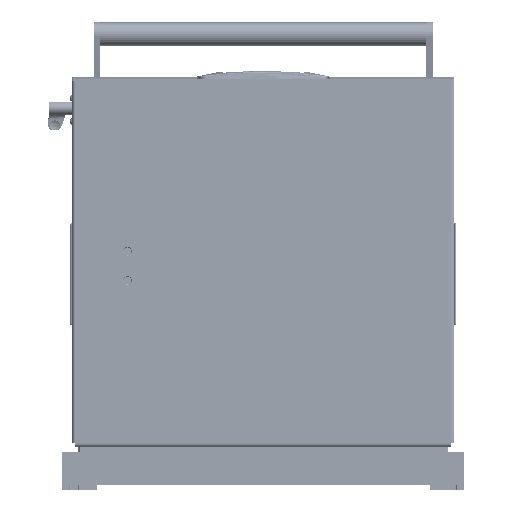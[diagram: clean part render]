
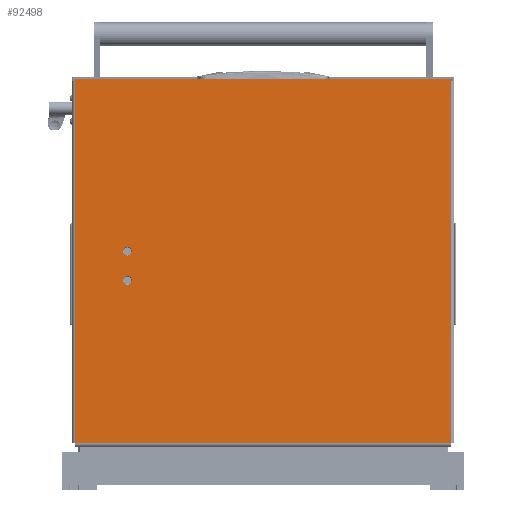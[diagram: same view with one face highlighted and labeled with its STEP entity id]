
A CAD part, front view. The second image highlights one B-rep face of the part: STEP entity #92498.
In plain terms, the highlighted face is planar.
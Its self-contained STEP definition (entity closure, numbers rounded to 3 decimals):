
#103 = CIRCLE ( 'NONE', #97647, 5.2 ) ;
#2982 = CARTESIAN_POINT ( 'NONE',  ( 0., 452., 0. ) ) ;
#4532 = CARTESIAN_POINT ( 'NONE',  ( 210.2, 389., 0. ) ) ;
#5593 = EDGE_CURVE ( 'NONE', #103976, #16195, #109225, .T. ) ;
#6338 = CARTESIAN_POINT ( 'NONE',  ( -2., 454., 0. ) ) ;
#7439 = AXIS2_PLACEMENT_3D ( 'NONE', #103103, #73799, #20471 ) ;
#8683 = CARTESIAN_POINT ( 'NONE',  ( 240., 389., 0. ) ) ;
#8958 = ORIENTED_EDGE ( 'NONE', *, *, #5593, .T. ) ;
#9179 = CARTESIAN_POINT ( 'NONE',  ( 0., -4., 0. ) ) ;
#10821 = EDGE_CURVE ( 'NONE', #63301, #86482, #68642, .T. ) ;
#12091 = VECTOR ( 'NONE', #130839, 1000. ) ;
#13720 = ORIENTED_EDGE ( 'NONE', *, *, #48856, .T. ) ;
#15085 = AXIS2_PLACEMENT_3D ( 'NONE', #8683, #128797, #107435 ) ;
#16195 = VERTEX_POINT ( 'NONE', #78478 ) ;
#16765 = LINE ( 'NONE', #60125, #58175 ) ;
#16816 = VECTOR ( 'NONE', #58067, 1000. ) ;
#18848 = CARTESIAN_POINT ( 'NONE',  ( 0., -2., 0. ) ) ;
#20471 = DIRECTION ( 'NONE',  ( -1., 0., 0. ) ) ;
#20631 = CARTESIAN_POINT ( 'NONE',  ( 0., 452., 0. ) ) ;
#21359 = ORIENTED_EDGE ( 'NONE', *, *, #10821, .F. ) ;
#23898 = DIRECTION ( 'NONE',  ( 1., 0., 0. ) ) ;
#28208 = DIRECTION ( 'NONE',  ( -1., 0., 0. ) ) ;
#29434 = DIRECTION ( 'NONE',  ( 0., 0., -1. ) ) ;
#30883 = CARTESIAN_POINT ( 'NONE',  ( 199.8, 389., 0. ) ) ;
#31004 = VECTOR ( 'NONE', #23898, 1000. ) ;
#32564 = CARTESIAN_POINT ( 'NONE',  ( -2., -4., 0. ) ) ;
#33338 = CARTESIAN_POINT ( 'NONE',  ( 234.8, 389., 0. ) ) ;
#33895 = ORIENTED_EDGE ( 'NONE', *, *, #97697, .T. ) ;
#36055 = CARTESIAN_POINT ( 'NONE',  ( 0., -2., 0. ) ) ;
#38532 = AXIS2_PLACEMENT_3D ( 'NONE', #70855, #92181, #28208 ) ;
#38695 = FACE_OUTER_BOUND ( 'NONE', #102433, .T. ) ;
#40468 = VECTOR ( 'NONE', #86581, 1000. ) ;
#44532 = EDGE_CURVE ( 'NONE', #66166, #73619, #108787, .T. ) ;
#44564 = ORIENTED_EDGE ( 'NONE', *, *, #91504, .F. ) ;
#47055 = LINE ( 'NONE', #2982, #110622 ) ;
#47631 = CARTESIAN_POINT ( 'NONE',  ( 436., 452., 0. ) ) ;
#48051 = CARTESIAN_POINT ( 'NONE',  ( 0., 454., 0. ) ) ;
#48638 = VERTEX_POINT ( 'NONE', #6338 ) ;
#48856 = EDGE_CURVE ( 'NONE', #16195, #48638, #64534, .T. ) ;
#52021 = EDGE_CURVE ( 'NONE', #117221, #74320, #68726, .T. ) ;
#54621 = LINE ( 'NONE', #9179, #77178 ) ;
#56574 = CARTESIAN_POINT ( 'NONE',  ( 0., 0., 0. ) ) ;
#56584 = CIRCLE ( 'NONE', #38532, 5.2 ) ;
#58067 = DIRECTION ( 'NONE',  ( -1., 0., 0. ) ) ;
#58175 = VECTOR ( 'NONE', #59400, 1000. ) ;
#59400 = DIRECTION ( 'NONE',  ( 0., -1., 0. ) ) ;
#60125 = CARTESIAN_POINT ( 'NONE',  ( 436., 452., 0. ) ) ;
#63301 = VERTEX_POINT ( 'NONE', #71918 ) ;
#64534 = LINE ( 'NONE', #32564, #40468 ) ;
#66145 = ORIENTED_EDGE ( 'NONE', *, *, #102589, .F. ) ;
#66166 = VERTEX_POINT ( 'NONE', #20631 ) ;
#68642 = LINE ( 'NONE', #56574, #31004 ) ;
#68726 = CIRCLE ( 'NONE', #7439, 5.2 ) ;
#70855 = CARTESIAN_POINT ( 'NONE',  ( 205., 389., 0. ) ) ;
#71918 = CARTESIAN_POINT ( 'NONE',  ( 0., 0., 0. ) ) ;
#73021 = CARTESIAN_POINT ( 'NONE',  ( 245.2, 389., 0. ) ) ;
#73619 = VERTEX_POINT ( 'NONE', #48051 ) ;
#73799 = DIRECTION ( 'NONE',  ( 0., 0., -1. ) ) ;
#74320 = VERTEX_POINT ( 'NONE', #4532 ) ;
#74692 = ORIENTED_EDGE ( 'NONE', *, *, #119490, .F. ) ;
#76688 = DIRECTION ( 'NONE',  ( 0., 1., 0. ) ) ;
#77178 = VECTOR ( 'NONE', #76688, 1000. ) ;
#77232 = CARTESIAN_POINT ( 'NONE',  ( 0., 454., 0. ) ) ;
#78255 = VECTOR ( 'NONE', #85110, 1000. ) ;
#78478 = CARTESIAN_POINT ( 'NONE',  ( -2., -2., 0. ) ) ;
#79835 = DIRECTION ( 'NONE',  ( 0., 0., -1. ) ) ;
#82028 = CARTESIAN_POINT ( 'NONE',  ( 0., 452., 0. ) ) ;
#82731 = PLANE ( 'NONE',  #138404 ) ;
#85110 = DIRECTION ( 'NONE',  ( 1., 0., 0. ) ) ;
#86482 = VERTEX_POINT ( 'NONE', #129254 ) ;
#86581 = DIRECTION ( 'NONE',  ( 0., 1., 0. ) ) ;
#89202 = FACE_BOUND ( 'NONE', #103193, .T. ) ;
#89635 = EDGE_CURVE ( 'NONE', #110005, #111032, #103, .T. ) ;
#91504 = EDGE_CURVE ( 'NONE', #103976, #63301, #54621, .T. ) ;
#92146 = EDGE_CURVE ( 'NONE', #74320, #117221, #56584, .T. ) ;
#92181 = DIRECTION ( 'NONE',  ( 0., 0., -1. ) ) ;
#92498 = ADVANCED_FACE ( 'NONE', ( #89202, #136026, #38695 ), #82731, .T. ) ;
#93697 = ORIENTED_EDGE ( 'NONE', *, *, #89635, .F. ) ;
#97647 = AXIS2_PLACEMENT_3D ( 'NONE', #113195, #79835, #123200 ) ;
#97697 = EDGE_CURVE ( 'NONE', #48638, #73619, #108503, .T. ) ;
#98799 = EDGE_CURVE ( 'NONE', #135200, #86482, #16765, .T. ) ;
#100076 = ORIENTED_EDGE ( 'NONE', *, *, #92146, .F. ) ;
#102433 = EDGE_LOOP ( 'NONE', ( #44564, #8958, #13720, #33895, #124067, #74692, #139802, #21359 ) ) ;
#102589 = EDGE_CURVE ( 'NONE', #111032, #110005, #135283, .T. ) ;
#103103 = CARTESIAN_POINT ( 'NONE',  ( 205., 389., 0. ) ) ;
#103193 = EDGE_LOOP ( 'NONE', ( #126036, #100076 ) ) ;
#103976 = VERTEX_POINT ( 'NONE', #18848 ) ;
#107435 = DIRECTION ( 'NONE',  ( -1., 0., 0. ) ) ;
#108503 = LINE ( 'NONE', #77232, #78255 ) ;
#108787 = LINE ( 'NONE', #118779, #12091 ) ;
#109225 = LINE ( 'NONE', #36055, #16816 ) ;
#110005 = VERTEX_POINT ( 'NONE', #73021 ) ;
#110622 = VECTOR ( 'NONE', #111668, 1000. ) ;
#110624 = EDGE_LOOP ( 'NONE', ( #66145, #93697 ) ) ;
#111032 = VERTEX_POINT ( 'NONE', #33338 ) ;
#111668 = DIRECTION ( 'NONE',  ( -1., 0., 0. ) ) ;
#113195 = CARTESIAN_POINT ( 'NONE',  ( 240., 389., 0. ) ) ;
#117221 = VERTEX_POINT ( 'NONE', #30883 ) ;
#118779 = CARTESIAN_POINT ( 'NONE',  ( 0., -4., 0. ) ) ;
#119490 = EDGE_CURVE ( 'NONE', #135200, #66166, #47055, .T. ) ;
#123200 = DIRECTION ( 'NONE',  ( -1., 0., 0. ) ) ;
#124067 = ORIENTED_EDGE ( 'NONE', *, *, #44532, .F. ) ;
#126036 = ORIENTED_EDGE ( 'NONE', *, *, #52021, .F. ) ;
#128797 = DIRECTION ( 'NONE',  ( 0., 0., -1. ) ) ;
#129254 = CARTESIAN_POINT ( 'NONE',  ( 436., 0., 0. ) ) ;
#130839 = DIRECTION ( 'NONE',  ( 0., 1., 0. ) ) ;
#135200 = VERTEX_POINT ( 'NONE', #47631 ) ;
#135283 = CIRCLE ( 'NONE', #15085, 5.2 ) ;
#136026 = FACE_BOUND ( 'NONE', #110624, .T. ) ;
#137406 = DIRECTION ( 'NONE',  ( -1., 0., 0. ) ) ;
#138404 = AXIS2_PLACEMENT_3D ( 'NONE', #82028, #29434, #137406 ) ;
#139802 = ORIENTED_EDGE ( 'NONE', *, *, #98799, .T. ) ;
